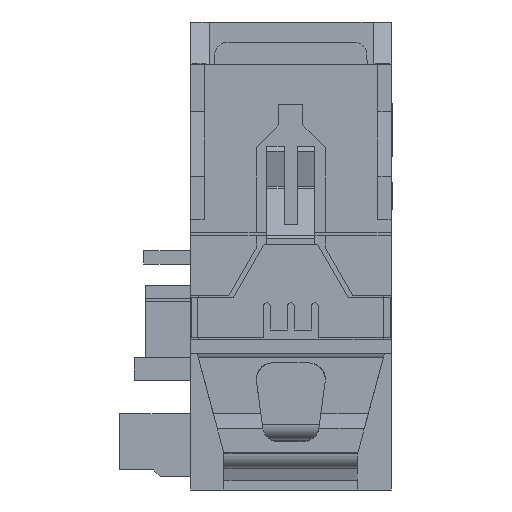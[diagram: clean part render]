
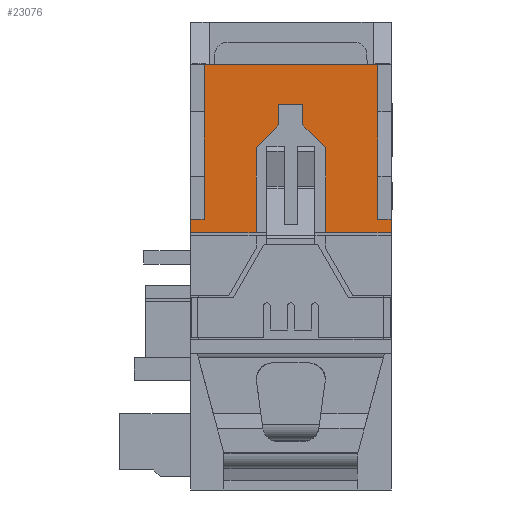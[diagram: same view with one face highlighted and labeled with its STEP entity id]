
A CAD part, front view. The second image highlights one B-rep face of the part: STEP entity #23076.
In plain terms, the highlighted planar face has unit normal (0, -1, 0).
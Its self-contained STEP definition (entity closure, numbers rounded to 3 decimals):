
#19868=FACE_OUTER_BOUND('',#30033,.T.);
#23076=ADVANCED_FACE('',(#19868),#26256,.T.);
#26256=PLANE('',#83343);
#30033=EDGE_LOOP('',(#40774,#40775,#40776,#40777,#40778,#40779,#40780,#40781,
#40782,#40783,#40784,#40785,#40786,#40787,#40788,#40789));
#40774=ORIENTED_EDGE('',*,*,#59922,.F.);
#40775=ORIENTED_EDGE('',*,*,#59923,.F.);
#40776=ORIENTED_EDGE('',*,*,#59924,.F.);
#40777=ORIENTED_EDGE('',*,*,#59925,.F.);
#40778=ORIENTED_EDGE('',*,*,#59926,.F.);
#40779=ORIENTED_EDGE('',*,*,#59927,.F.);
#40780=ORIENTED_EDGE('',*,*,#59928,.F.);
#40781=ORIENTED_EDGE('',*,*,#59929,.T.);
#40782=ORIENTED_EDGE('',*,*,#59218,.F.);
#40783=ORIENTED_EDGE('',*,*,#59930,.F.);
#40784=ORIENTED_EDGE('',*,*,#59931,.T.);
#40785=ORIENTED_EDGE('',*,*,#59575,.F.);
#40786=ORIENTED_EDGE('',*,*,#59921,.F.);
#40787=ORIENTED_EDGE('',*,*,#59932,.T.);
#40788=ORIENTED_EDGE('',*,*,#59933,.T.);
#40789=ORIENTED_EDGE('',*,*,#59934,.T.);
#52080=VERTEX_POINT('',#111327);
#52081=VERTEX_POINT('',#111329);
#52395=VERTEX_POINT('',#112057);
#52396=VERTEX_POINT('',#112059);
#52738=VERTEX_POINT('',#113866);
#52739=VERTEX_POINT('',#113870);
#52740=VERTEX_POINT('',#113871);
#52741=VERTEX_POINT('',#113873);
#52742=VERTEX_POINT('',#113875);
#52743=VERTEX_POINT('',#113877);
#52744=VERTEX_POINT('',#113879);
#52745=VERTEX_POINT('',#113881);
#52746=VERTEX_POINT('',#113883);
#52747=VERTEX_POINT('',#113886);
#52748=VERTEX_POINT('',#113889);
#52749=VERTEX_POINT('',#113891);
#59218=EDGE_CURVE('',#52080,#52081,#67450,.T.);
#59575=EDGE_CURVE('',#52395,#52396,#67793,.T.);
#59921=EDGE_CURVE('',#52738,#52395,#68069,.T.);
#59922=EDGE_CURVE('',#52739,#52740,#68070,.T.);
#59923=EDGE_CURVE('',#52741,#52739,#68071,.T.);
#59924=EDGE_CURVE('',#52742,#52741,#68072,.T.);
#59925=EDGE_CURVE('',#52743,#52742,#68073,.T.);
#59926=EDGE_CURVE('',#52744,#52743,#68074,.T.);
#59927=EDGE_CURVE('',#52745,#52744,#68075,.T.);
#59928=EDGE_CURVE('',#52746,#52745,#68076,.T.);
#59929=EDGE_CURVE('',#52746,#52081,#68077,.T.);
#59930=EDGE_CURVE('',#52747,#52080,#68078,.T.);
#59931=EDGE_CURVE('',#52747,#52396,#68079,.T.);
#59932=EDGE_CURVE('',#52738,#52748,#68080,.T.);
#59933=EDGE_CURVE('',#52748,#52749,#68081,.T.);
#59934=EDGE_CURVE('',#52749,#52740,#68082,.T.);
#67450=LINE('',#111328,#74811);
#67793=LINE('',#112058,#75154);
#68069=LINE('',#113867,#75430);
#68070=LINE('',#113869,#75431);
#68071=LINE('',#113872,#75432);
#68072=LINE('',#113874,#75433);
#68073=LINE('',#113876,#75434);
#68074=LINE('',#113878,#75435);
#68075=LINE('',#113880,#75436);
#68076=LINE('',#113882,#75437);
#68077=LINE('',#113884,#75438);
#68078=LINE('',#113885,#75439);
#68079=LINE('',#113887,#75440);
#68080=LINE('',#113888,#75441);
#68081=LINE('',#113890,#75442);
#68082=LINE('',#113892,#75443);
#74811=VECTOR('',#92200,1.);
#75154=VECTOR('',#92687,1.);
#75430=VECTOR('',#93047,1.);
#75431=VECTOR('',#93050,1.);
#75432=VECTOR('',#93051,1.);
#75433=VECTOR('',#93052,1.);
#75434=VECTOR('',#93053,1.);
#75435=VECTOR('',#93054,1.);
#75436=VECTOR('',#93055,1.);
#75437=VECTOR('',#93056,1.);
#75438=VECTOR('',#93057,1.);
#75439=VECTOR('',#93058,1.);
#75440=VECTOR('',#93059,1.);
#75441=VECTOR('',#93060,1.);
#75442=VECTOR('',#93061,1.);
#75443=VECTOR('',#93062,1.);
#83343=AXIS2_PLACEMENT_3D('',#113893,#93063,#93064);
#92200=DIRECTION('',(0.,0.,-1.));
#92687=DIRECTION('',(1.,0.,0.));
#93047=DIRECTION('',(0.,0.,1.));
#93050=DIRECTION('',(0.,0.,-1.));
#93051=DIRECTION('',(-0.707,0.,-0.707));
#93052=DIRECTION('',(0.,0.,-1.));
#93053=DIRECTION('',(-1.,0.,0.));
#93054=DIRECTION('',(0.,0.,1.));
#93055=DIRECTION('',(-0.707,0.,0.707));
#93056=DIRECTION('',(0.,0.,1.));
#93057=DIRECTION('',(1.,0.,0.));
#93058=DIRECTION('',(1.,0.,0.));
#93059=DIRECTION('',(0.,0.,1.));
#93060=DIRECTION('',(-1.,0.,0.));
#93061=DIRECTION('',(0.,0.,-1.));
#93062=DIRECTION('',(1.,0.,0.));
#93063=DIRECTION('',(0.,-1.,0.));
#93064=DIRECTION('',(1.,0.,0.));
#111327=CARTESIAN_POINT('',(-6.9,-98.,13.25));
#111328=CARTESIAN_POINT('',(-6.9,-98.,24.8));
#111329=CARTESIAN_POINT('',(-6.9,-98.,12.25));
#112057=CARTESIAN_POINT('',(-20.883,-98.,24.8));
#112058=CARTESIAN_POINT('',(-21.9,-98.,24.8));
#112059=CARTESIAN_POINT('',(-7.917,-98.,24.8));
#113866=CARTESIAN_POINT('',(-20.883,-98.,13.25));
#113867=CARTESIAN_POINT('',(-20.883,-98.,13.25));
#113869=CARTESIAN_POINT('',(-17.,-98.,18.6));
#113870=CARTESIAN_POINT('',(-17.,-98.,18.6));
#113871=CARTESIAN_POINT('',(-17.,-98.,12.25));
#113872=CARTESIAN_POINT('',(-15.3,-98.,20.3));
#113873=CARTESIAN_POINT('',(-15.3,-98.,20.3));
#113874=CARTESIAN_POINT('',(-15.3,-98.,21.8));
#113875=CARTESIAN_POINT('',(-15.3,-98.,21.8));
#113876=CARTESIAN_POINT('',(-13.5,-98.,21.8));
#113877=CARTESIAN_POINT('',(-13.5,-98.,21.8));
#113878=CARTESIAN_POINT('',(-13.5,-98.,20.3));
#113879=CARTESIAN_POINT('',(-13.5,-98.,20.3));
#113880=CARTESIAN_POINT('',(-11.8,-98.,18.6));
#113881=CARTESIAN_POINT('',(-11.8,-98.,18.6));
#113882=CARTESIAN_POINT('',(-11.8,-98.,12.05));
#113883=CARTESIAN_POINT('',(-11.8,-98.,12.25));
#113884=CARTESIAN_POINT('',(-21.9,-98.,12.25));
#113885=CARTESIAN_POINT('',(-7.917,-98.,13.25));
#113886=CARTESIAN_POINT('',(-7.917,-98.,13.25));
#113887=CARTESIAN_POINT('',(-7.917,-98.,13.25));
#113888=CARTESIAN_POINT('',(-20.883,-98.,13.25));
#113889=CARTESIAN_POINT('',(-21.9,-98.,13.25));
#113890=CARTESIAN_POINT('',(-21.9,-98.,24.8));
#113891=CARTESIAN_POINT('',(-21.9,-98.,12.25));
#113892=CARTESIAN_POINT('',(-21.9,-98.,12.25));
#113893=CARTESIAN_POINT('',(-21.9,-98.,24.8));
